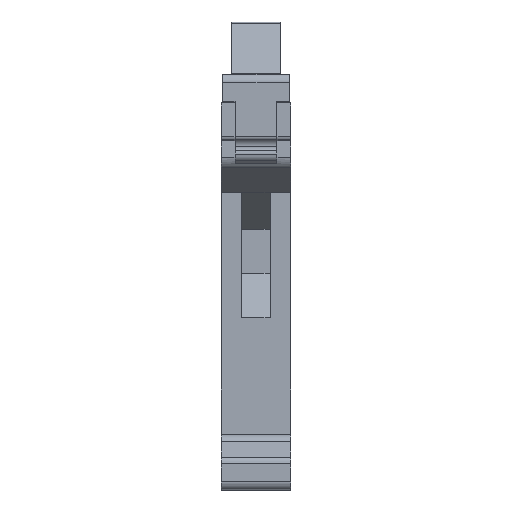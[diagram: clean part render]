
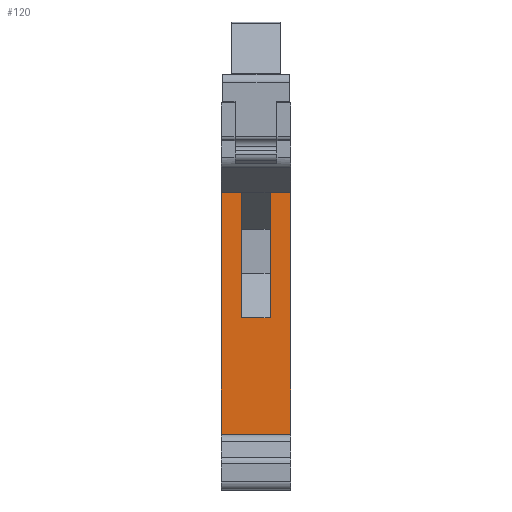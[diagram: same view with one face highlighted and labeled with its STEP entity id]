
A CAD part, front view. The second image highlights one B-rep face of the part: STEP entity #120.
In plain terms, the highlighted planar face has unit normal (0, -1, 0).
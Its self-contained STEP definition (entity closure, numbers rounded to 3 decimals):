
#120=ADVANCED_FACE('',(#445),#446,.T.);
#445=FACE_OUTER_BOUND('',#956,.T.);
#446=PLANE('',#957);
#956=EDGE_LOOP('',(#2047,#2048,#2049,#2050,#2051,#2052,#2053,#2054));
#957=AXIS2_PLACEMENT_3D('',#2055,#2056,#2057);
#2047=ORIENTED_EDGE('',*,*,#3819,.F.);
#2048=ORIENTED_EDGE('',*,*,#3695,.T.);
#2049=ORIENTED_EDGE('',*,*,#3820,.F.);
#2050=ORIENTED_EDGE('',*,*,#3821,.F.);
#2051=ORIENTED_EDGE('',*,*,#3822,.F.);
#2052=ORIENTED_EDGE('',*,*,#3823,.T.);
#2053=ORIENTED_EDGE('',*,*,#3824,.F.);
#2054=ORIENTED_EDGE('',*,*,#3598,.F.);
#2055=CARTESIAN_POINT('',(0.,-111.221,367.855));
#2056=DIRECTION('',(0.,-1.0,0.));
#2057=DIRECTION('',(1.0,0.0,0.));
#3598=EDGE_CURVE('',#4395,#4397,#4398,.T.);
#3695=EDGE_CURVE('',#4584,#4582,#4585,.T.);
#3819=EDGE_CURVE('',#4584,#4395,#4767,.T.);
#3820=EDGE_CURVE('',#4768,#4582,#4769,.T.);
#3821=EDGE_CURVE('',#4770,#4768,#4771,.T.);
#3822=EDGE_CURVE('',#4772,#4770,#4773,.T.);
#3823=EDGE_CURVE('',#4772,#4774,#4775,.T.);
#3824=EDGE_CURVE('',#4397,#4774,#4776,.T.);
#4395=VERTEX_POINT('',#5656);
#4397=VERTEX_POINT('',#5658);
#4398=LINE('',#5659,#5660);
#4582=VERTEX_POINT('',#5916);
#4584=VERTEX_POINT('',#5919);
#4585=LINE('',#5920,#5921);
#4767=LINE('',#6206,#6207);
#4768=VERTEX_POINT('',#6208);
#4769=LINE('',#6209,#6210);
#4770=VERTEX_POINT('',#6211);
#4771=LINE('',#6212,#6213);
#4772=VERTEX_POINT('',#6214);
#4773=LINE('',#6215,#6216);
#4774=VERTEX_POINT('',#6217);
#4775=LINE('',#6218,#6219);
#4776=LINE('',#6220,#6221);
#5656=CARTESIAN_POINT('',(0.,-111.221,354.027));
#5658=CARTESIAN_POINT('',(0.,-111.221,382.71));
#5659=CARTESIAN_POINT('',(0.,-111.221,354.027));
#5660=VECTOR('',#7373,28.683);
#5916=CARTESIAN_POINT('',(8.2,-111.221,382.71));
#5919=CARTESIAN_POINT('',(8.2,-111.221,354.027));
#5920=CARTESIAN_POINT('',(8.2,-111.221,354.027));
#5921=VECTOR('',#7530,28.683);
#6206=CARTESIAN_POINT('',(8.2,-111.221,354.027));
#6207=VECTOR('',#7705,8.2);
#6208=CARTESIAN_POINT('',(5.775,-111.221,382.71));
#6209=CARTESIAN_POINT('',(5.775,-111.221,382.71));
#6210=VECTOR('',#7706,2.425);
#6211=CARTESIAN_POINT('',(5.775,-111.221,367.855));
#6212=CARTESIAN_POINT('',(5.775,-111.221,367.855));
#6213=VECTOR('',#7707,14.855);
#6214=CARTESIAN_POINT('',(2.375,-111.221,367.855));
#6215=CARTESIAN_POINT('',(2.375,-111.221,367.855));
#6216=VECTOR('',#7708,3.4);
#6217=CARTESIAN_POINT('',(2.375,-111.221,382.71));
#6218=CARTESIAN_POINT('',(2.375,-111.221,367.855));
#6219=VECTOR('',#7709,14.855);
#6220=CARTESIAN_POINT('',(0.,-111.221,382.71));
#6221=VECTOR('',#7710,2.375);
#7373=DIRECTION('',(0.,0.,1.0));
#7530=DIRECTION('',(0.,0.,1.0));
#7705=DIRECTION('',(-1.0,0.0,0.));
#7706=DIRECTION('',(1.0,0.,0.));
#7707=DIRECTION('',(0.,0.,1.0));
#7708=DIRECTION('',(1.0,0.0,0.));
#7709=DIRECTION('',(0.,0.,1.0));
#7710=DIRECTION('',(1.0,0.,0.));
